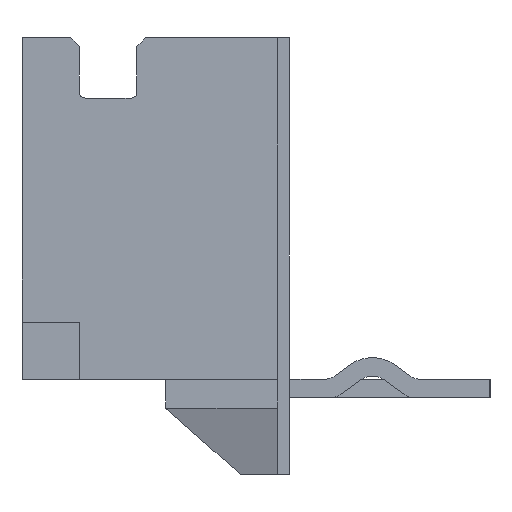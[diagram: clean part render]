
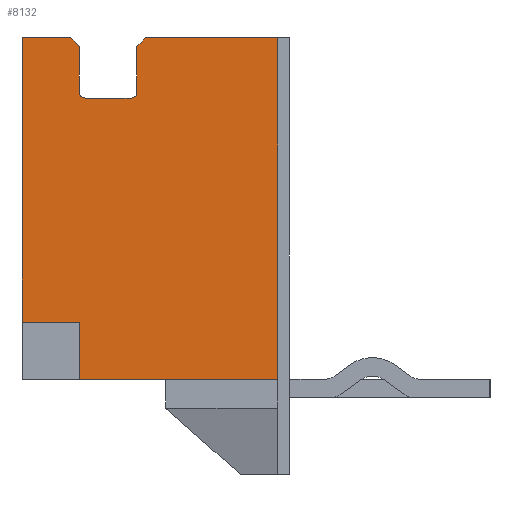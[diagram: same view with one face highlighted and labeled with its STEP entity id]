
A CAD part, left-side view. The second image highlights one B-rep face of the part: STEP entity #8132.
In plain terms, the highlighted planar face has unit normal (-1, 0, 0).
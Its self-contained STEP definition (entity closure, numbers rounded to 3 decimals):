
#120=DIRECTION('',(0.,-1.,0.));
#121=VECTOR('',#120,3.45);
#122=CARTESIAN_POINT('',(-12.,1.325,-2.15));
#123=LINE('',#122,#121);
#316=DIRECTION('',(0.,0.,1.));
#317=VECTOR('',#316,1.);
#318=CARTESIAN_POINT('',(-12.,1.325,-2.15));
#319=LINE('',#318,#317);
#320=DIRECTION('',(0.,-1.,0.));
#321=VECTOR('',#320,1.);
#322=CARTESIAN_POINT('',(-12.,2.325,-1.15));
#323=LINE('',#322,#321);
#324=DIRECTION('',(0.,0.,1.));
#325=VECTOR('',#324,4.95);
#326=CARTESIAN_POINT('',(-12.,2.325,-1.15));
#327=LINE('',#326,#325);
#328=DIRECTION('',(0.,0.,-1.));
#329=VECTOR('',#328,0.8);
#330=CARTESIAN_POINT('',(-12.,1.325,3.65));
#331=LINE('',#330,#329);
#332=CARTESIAN_POINT('',(-12.,1.225,2.85));
#333=DIRECTION('',(1.,0.,0.));
#334=DIRECTION('',(0.,0.,-1.));
#335=AXIS2_PLACEMENT_3D('',#332,#333,#334);
#337=DIRECTION('',(0.,1.,0.));
#338=VECTOR('',#337,0.8);
#339=CARTESIAN_POINT('',(-12.,0.425,2.75));
#340=LINE('',#339,#338);
#341=CARTESIAN_POINT('',(-12.,0.425,2.85));
#342=DIRECTION('',(1.,0.,0.));
#343=DIRECTION('',(0.,-1.,0.));
#344=AXIS2_PLACEMENT_3D('',#341,#342,#343);
#346=DIRECTION('',(0.,0.,-1.));
#347=VECTOR('',#346,0.8);
#348=CARTESIAN_POINT('',(-12.,0.325,3.65));
#349=LINE('',#348,#347);
#350=DIRECTION('',(0.,0.,1.));
#351=VECTOR('',#350,5.95);
#352=CARTESIAN_POINT('',(-12.,-2.125,-2.15));
#353=LINE('',#352,#351);
#448=DIRECTION('',(0.,0.707,-0.707));
#449=VECTOR('',#448,0.212);
#450=CARTESIAN_POINT('',(-12.,0.175,3.8));
#451=LINE('',#450,#449);
#456=DIRECTION('',(0.,-1.,0.));
#457=VECTOR('',#456,0.85);
#458=CARTESIAN_POINT('',(-12.,2.325,3.8));
#459=LINE('',#458,#457);
#476=DIRECTION('',(0.,-1.,0.));
#477=VECTOR('',#476,2.3);
#478=CARTESIAN_POINT('',(-12.,0.175,3.8));
#479=LINE('',#478,#477);
#676=DIRECTION('',(0.,-0.707,-0.707));
#677=VECTOR('',#676,0.212);
#678=CARTESIAN_POINT('',(-12.,1.475,3.8));
#679=LINE('',#678,#677);
#5984=CARTESIAN_POINT('',(-12.,2.325,3.8));
#5986=VERTEX_POINT('',#5984);
#5991=CARTESIAN_POINT('',(-12.,0.325,2.85));
#5992=CARTESIAN_POINT('',(-12.,0.425,2.75));
#5993=VERTEX_POINT('',#5991);
#5994=VERTEX_POINT('',#5992);
#5995=CARTESIAN_POINT('',(-12.,1.225,2.75));
#5996=VERTEX_POINT('',#5995);
#5997=CARTESIAN_POINT('',(-12.,1.325,2.85));
#5998=VERTEX_POINT('',#5997);
#6031=CARTESIAN_POINT('',(-12.,1.475,3.8));
#6032=VERTEX_POINT('',#6031);
#6033=CARTESIAN_POINT('',(-12.,1.325,3.65));
#6034=VERTEX_POINT('',#6033);
#6047=CARTESIAN_POINT('',(-12.,0.175,3.8));
#6049=VERTEX_POINT('',#6047);
#6051=CARTESIAN_POINT('',(-12.,0.325,3.65));
#6053=VERTEX_POINT('',#6051);
#6863=CARTESIAN_POINT('',(-12.,1.325,-2.15));
#6864=CARTESIAN_POINT('',(-12.,1.325,-1.15));
#6865=VERTEX_POINT('',#6863);
#6866=VERTEX_POINT('',#6864);
#6867=CARTESIAN_POINT('',(-12.,2.325,-1.15));
#6868=VERTEX_POINT('',#6867);
#6875=CARTESIAN_POINT('',(-12.,-2.125,-2.15));
#6876=VERTEX_POINT('',#6875);
#7407=CARTESIAN_POINT('',(-12.,-2.125,3.8));
#7408=VERTEX_POINT('',#7407);
#8099=CARTESIAN_POINT('',(-12.,2.325,-3.8));
#8100=DIRECTION('',(-1.,0.,0.));
#8101=DIRECTION('',(0.,-1.,0.));
#8102=AXIS2_PLACEMENT_3D('',#8099,#8100,#8101);
#8103=PLANE('',#8102);
#8104=ORIENTED_EDGE('',*,*,#8089,.T.);
#8106=ORIENTED_EDGE('',*,*,#8105,.F.);
#8108=ORIENTED_EDGE('',*,*,#8107,.T.);
#8110=ORIENTED_EDGE('',*,*,#8109,.T.);
#8112=ORIENTED_EDGE('',*,*,#8111,.T.);
#8114=ORIENTED_EDGE('',*,*,#8113,.T.);
#8116=ORIENTED_EDGE('',*,*,#8115,.F.);
#8118=ORIENTED_EDGE('',*,*,#8117,.F.);
#8120=ORIENTED_EDGE('',*,*,#8119,.F.);
#8122=ORIENTED_EDGE('',*,*,#8121,.F.);
#8124=ORIENTED_EDGE('',*,*,#8123,.F.);
#8126=ORIENTED_EDGE('',*,*,#8125,.T.);
#8128=ORIENTED_EDGE('',*,*,#8127,.F.);
#8129=ORIENTED_EDGE('',*,*,#7895,.F.);
#8130=EDGE_LOOP('',(#8104,#8106,#8108,#8110,#8112,#8114,#8116,#8118,#8120,#8122,
#8124,#8126,#8128,#8129));
#8131=FACE_OUTER_BOUND('',#8130,.F.);
#8132=ADVANCED_FACE('',(#8131),#8103,.T.);
#336=CIRCLE('',#335,0.1);
#345=CIRCLE('',#344,0.1);
#7895=EDGE_CURVE('',#6865,#6876,#123,.T.);
#8089=EDGE_CURVE('',#6865,#6866,#319,.T.);
#8105=EDGE_CURVE('',#6868,#6866,#323,.T.);
#8107=EDGE_CURVE('',#6868,#5986,#327,.T.);
#8109=EDGE_CURVE('',#5986,#6032,#459,.T.);
#8111=EDGE_CURVE('',#6032,#6034,#679,.T.);
#8113=EDGE_CURVE('',#6034,#5998,#331,.T.);
#8115=EDGE_CURVE('',#5996,#5998,#336,.T.);
#8117=EDGE_CURVE('',#5994,#5996,#340,.T.);
#8119=EDGE_CURVE('',#5993,#5994,#345,.T.);
#8121=EDGE_CURVE('',#6053,#5993,#349,.T.);
#8123=EDGE_CURVE('',#6049,#6053,#451,.T.);
#8125=EDGE_CURVE('',#6049,#7408,#479,.T.);
#8127=EDGE_CURVE('',#6876,#7408,#353,.T.);
